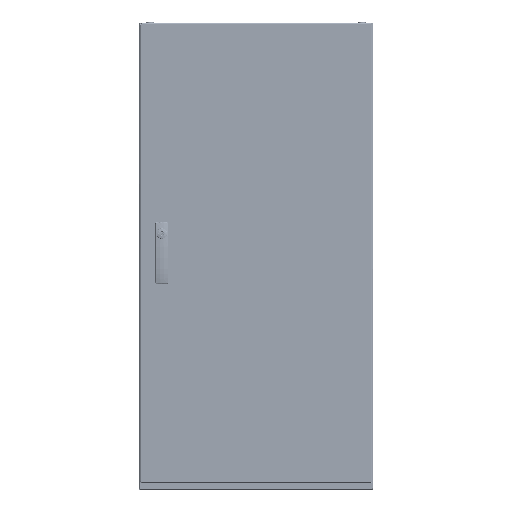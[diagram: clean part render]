
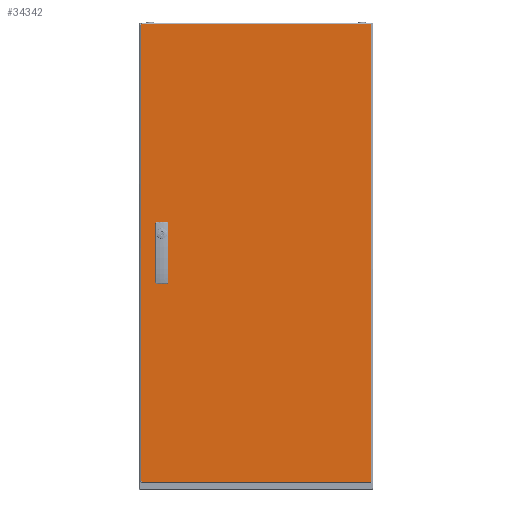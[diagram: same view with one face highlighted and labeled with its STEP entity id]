
A CAD part, top view. The second image highlights one B-rep face of the part: STEP entity #34342.
In plain terms, the highlighted planar face has unit normal (0, 0, 1).
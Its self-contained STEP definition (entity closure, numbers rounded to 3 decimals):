
#1173 = ORIENTED_EDGE ( 'NONE', *, *, #4331, .F. ) ;
#1344 = ORIENTED_EDGE ( 'NONE', *, *, #4335, .T. ) ;
#1390 = ORIENTED_EDGE ( 'NONE', *, *, #4311, .F. ) ;
#1402 = ORIENTED_EDGE ( 'NONE', *, *, #4336, .T. ) ;
#1408 = ORIENTED_EDGE ( 'NONE', *, *, #4329, .F. ) ;
#1455 = ORIENTED_EDGE ( 'NONE', *, *, #4341, .T. ) ;
#1497 = ORIENTED_EDGE ( 'NONE', *, *, #4333, .F. ) ;
#1528 = ORIENTED_EDGE ( 'NONE', *, *, #4327, .F. ) ;
#1677 = ORIENTED_EDGE ( 'NONE', *, *, #4328, .F. ) ;
#1696 = ORIENTED_EDGE ( 'NONE', *, *, #4340, .T. ) ;
#1771 = ORIENTED_EDGE ( 'NONE', *, *, #4342, .T. ) ;
#1788 = ORIENTED_EDGE ( 'NONE', *, *, #4332, .F. ) ;
#1932 = ORIENTED_EDGE ( 'NONE', *, *, #4337, .T. ) ;
#1941 = ORIENTED_EDGE ( 'NONE', *, *, #4330, .T. ) ;
#1974 = ORIENTED_EDGE ( 'NONE', *, *, #4326, .F. ) ;
#1980 = ORIENTED_EDGE ( 'NONE', *, *, #4334, .T. ) ;
#4311 = EDGE_CURVE ( 'NONE', #20498, #21217, #60094, .T. ) ;
#4326 = EDGE_CURVE ( 'NONE', #21217, #21224, #60116, .T. ) ;
#4327 = EDGE_CURVE ( 'NONE', #21224, #20983, #60095, .T. ) ;
#4328 = EDGE_CURVE ( 'NONE', #21158, #21197, #60103, .T. ) ;
#4329 = EDGE_CURVE ( 'NONE', #20983, #20498, #60109, .T. ) ;
#4330 = EDGE_CURVE ( 'NONE', #21095, #7886, #60119, .T. ) ;
#4331 = EDGE_CURVE ( 'NONE', #21122, #9509, #60121, .T. ) ;
#4332 = EDGE_CURVE ( 'NONE', #21197, #21122, #60123, .T. ) ;
#4333 = EDGE_CURVE ( 'NONE', #9509, #21158, #60125, .T. ) ;
#4334 = EDGE_CURVE ( 'NONE', #9343, #21037, #60133, .T. ) ;
#4335 = EDGE_CURVE ( 'NONE', #7886, #21198, #60135, .T. ) ;
#4336 = EDGE_CURVE ( 'NONE', #21198, #9343, #60131, .T. ) ;
#4337 = EDGE_CURVE ( 'NONE', #9482, #21095, #60138, .T. ) ;
#4340 = EDGE_CURVE ( 'NONE', #21202, #9482, #60134, .T. ) ;
#4341 = EDGE_CURVE ( 'NONE', #21227, #21202, #60141, .T. ) ;
#4342 = EDGE_CURVE ( 'NONE', #21037, #21227, #60128, .T. ) ;
#7886 = VERTEX_POINT ( 'NONE', #78161 ) ;
#9343 = VERTEX_POINT ( 'NONE', #76625 ) ;
#9482 = VERTEX_POINT ( 'NONE', #77275 ) ;
#9509 = VERTEX_POINT ( 'NONE', #77298 ) ;
#20498 = VERTEX_POINT ( 'NONE', #95346 ) ;
#20983 = VERTEX_POINT ( 'NONE', #95927 ) ;
#21037 = VERTEX_POINT ( 'NONE', #95679 ) ;
#21095 = VERTEX_POINT ( 'NONE', #38114 ) ;
#21122 = VERTEX_POINT ( 'NONE', #38056 ) ;
#21158 = VERTEX_POINT ( 'NONE', #38547 ) ;
#21197 = VERTEX_POINT ( 'NONE', #38128 ) ;
#21198 = VERTEX_POINT ( 'NONE', #38126 ) ;
#21202 = VERTEX_POINT ( 'NONE', #38285 ) ;
#21217 = VERTEX_POINT ( 'NONE', #37769 ) ;
#21224 = VERTEX_POINT ( 'NONE', #37778 ) ;
#21227 = VERTEX_POINT ( 'NONE', #37772 ) ;
#23122 = FACE_BOUND ( 'NONE', #80222, .T. ) ;
#23130 = FACE_BOUND ( 'NONE', #79287, .T. ) ;
#23132 = FACE_OUTER_BOUND ( 'NONE', #79285, .T. ) ;
#32717 = DIRECTION ( 'NONE',  ( 1., 0., 0. ) ) ;
#32731 = DIRECTION ( 'NONE',  ( 0., 0., 1. ) ) ;
#32734 = PLANE ( 'NONE',  #83495 ) ;
#32747 = CARTESIAN_POINT ( 'NONE',  ( -297., -588.75, 1.5 ) ) ;
#34342 = ADVANCED_FACE ( 'NONE', ( #23122, #23130, #23132 ), #32734, .T. ) ;
#37769 = CARTESIAN_POINT ( 'NONE',  ( -255.1, -24.9, 1.5 ) ) ;
#37772 = CARTESIAN_POINT ( 'NONE',  ( 295.5, 586.152, 1.5 ) ) ;
#37778 = CARTESIAN_POINT ( 'NONE',  ( -255.1, -75.1, 1.5 ) ) ;
#38056 = CARTESIAN_POINT ( 'NONE',  ( -229.9, 24.9, 1.5 ) ) ;
#38114 = CARTESIAN_POINT ( 'NONE',  ( -295.5, 586.152, 1.5 ) ) ;
#38126 = CARTESIAN_POINT ( 'NONE',  ( -294.402, -587.25, 1.5 ) ) ;
#38128 = CARTESIAN_POINT ( 'NONE',  ( -255.1, 24.9, 1.5 ) ) ;
#38285 = CARTESIAN_POINT ( 'NONE',  ( 294.402, 587.25, 1.5 ) ) ;
#38547 = CARTESIAN_POINT ( 'NONE',  ( -255.1, 75.1, 1.5 ) ) ;
#47105 = CARTESIAN_POINT ( 'NONE',  ( -297., 588.75, 1.5 ) ) ;
#47280 = CARTESIAN_POINT ( 'NONE',  ( -297., -588.75, 1.5 ) ) ;
#47281 = DIRECTION ( 'NONE',  ( 1., 0., 0. ) ) ;
#47282 = DIRECTION ( 'NONE',  ( 0., 0., -1. ) ) ;
#47283 = DIRECTION ( 'NONE',  ( -1., 0., 0. ) ) ;
#47284 = CARTESIAN_POINT ( 'NONE',  ( 297., -588.75, 1.5 ) ) ;
#47285 = DIRECTION ( 'NONE',  ( 0., 1., 0. ) ) ;
#47287 = DIRECTION ( 'NONE',  ( 0., -1., 0. ) ) ;
#47288 = CARTESIAN_POINT ( 'NONE',  ( -255.1, -75.1, 1.5 ) ) ;
#47289 = CARTESIAN_POINT ( 'NONE',  ( -255.1, 75.1, 1.5 ) ) ;
#47290 = CARTESIAN_POINT ( 'NONE',  ( -229.9, -75.1, 1.5 ) ) ;
#47291 = DIRECTION ( 'NONE',  ( 1., 0., 0. ) ) ;
#47292 = CARTESIAN_POINT ( 'NONE',  ( -295.5, -588.75, 1.5 ) ) ;
#47293 = DIRECTION ( 'NONE',  ( 0., -1., 0. ) ) ;
#47294 = DIRECTION ( 'NONE',  ( 0., 1., 0. ) ) ;
#47295 = CARTESIAN_POINT ( 'NONE',  ( -255.1, 75.1, 1.5 ) ) ;
#47296 = DIRECTION ( 'NONE',  ( 0., -1., 0. ) ) ;
#47297 = CARTESIAN_POINT ( 'NONE',  ( -229.9, 75.1, 1.5 ) ) ;
#47298 = CARTESIAN_POINT ( 'NONE',  ( -255.1, 24.9, 1.5 ) ) ;
#47397 = CARTESIAN_POINT ( 'NONE',  ( -255.1, -24.9, 1.5 ) ) ;
#47404 = DIRECTION ( 'NONE',  ( -1., 0., 0. ) ) ;
#47428 = CARTESIAN_POINT ( 'NONE',  ( -255.1, -75.1, 1.5 ) ) ;
#47539 = DIRECTION ( 'NONE',  ( -1., 0., 0. ) ) ;
#47541 = DIRECTION ( 'NONE',  ( 0., 0., -1. ) ) ;
#47542 = DIRECTION ( 'NONE',  ( -1., 0., 0. ) ) ;
#47543 = DIRECTION ( 'NONE',  ( 1., 0., 0. ) ) ;
#47544 = DIRECTION ( 'NONE',  ( 1., 0., 0. ) ) ;
#47545 = CARTESIAN_POINT ( 'NONE',  ( -297., -587.25, 1.5 ) ) ;
#47547 = DIRECTION ( 'NONE',  ( 0., 0., -1. ) ) ;
#47548 = CARTESIAN_POINT ( 'NONE',  ( 297., 588.75, 1.5 ) ) ;
#47549 = CARTESIAN_POINT ( 'NONE',  ( -297., 587.25, 1.5 ) ) ;
#47589 = DIRECTION ( 'NONE',  ( 0., 1., 0. ) ) ;
#47590 = CARTESIAN_POINT ( 'NONE',  ( 295.5, -588.75, 1.5 ) ) ;
#47753 = DIRECTION ( 'NONE',  ( 1., 0., 0. ) ) ;
#47768 = DIRECTION ( 'NONE',  ( -1., 0., 0. ) ) ;
#47906 = DIRECTION ( 'NONE',  ( 0., 0., -1. ) ) ;
#57283 = AXIS2_PLACEMENT_3D ( 'NONE', #47284, #47282, #47542 ) ;
#57288 = AXIS2_PLACEMENT_3D ( 'NONE', #47280, #47541, #47544 ) ;
#57297 = AXIS2_PLACEMENT_3D ( 'NONE', #47105, #47547, #47539 ) ;
#57300 = AXIS2_PLACEMENT_3D ( 'NONE', #47548, #47906, #47753 ) ;
#60087 = VECTOR ( 'NONE', #47404, 1000. ) ;
#60094 = LINE ( 'NONE', #47397, #60087 ) ;
#60095 = LINE ( 'NONE', #47428, #60118 ) ;
#60103 = LINE ( 'NONE', #47289, #60120 ) ;
#60109 = LINE ( 'NONE', #47290, #60122 ) ;
#60116 = LINE ( 'NONE', #47288, #60117 ) ;
#60117 = VECTOR ( 'NONE', #47287, 1000. ) ;
#60118 = VECTOR ( 'NONE', #47291, 1000. ) ;
#60119 = LINE ( 'NONE', #47292, #60124 ) ;
#60120 = VECTOR ( 'NONE', #47293, 1000. ) ;
#60121 = LINE ( 'NONE', #47297, #60126 ) ;
#60122 = VECTOR ( 'NONE', #47294, 1000. ) ;
#60123 = LINE ( 'NONE', #47298, #60127 ) ;
#60124 = VECTOR ( 'NONE', #47296, 1000. ) ;
#60125 = LINE ( 'NONE', #47295, #60129 ) ;
#60126 = VECTOR ( 'NONE', #47285, 1000. ) ;
#60127 = VECTOR ( 'NONE', #47281, 1000. ) ;
#60128 = LINE ( 'NONE', #47590, #60130 ) ;
#60129 = VECTOR ( 'NONE', #47283, 1000. ) ;
#60130 = VECTOR ( 'NONE', #47589, 1000. ) ;
#60131 = LINE ( 'NONE', #47545, #60132 ) ;
#60132 = VECTOR ( 'NONE', #47543, 1000. ) ;
#60133 = CIRCLE ( 'NONE', #57283, 3. ) ;
#60134 = LINE ( 'NONE', #47549, #60136 ) ;
#60135 = CIRCLE ( 'NONE', #57288, 3. ) ;
#60136 = VECTOR ( 'NONE', #47768, 1000. ) ;
#60138 = CIRCLE ( 'NONE', #57297, 3. ) ;
#60141 = CIRCLE ( 'NONE', #57300, 3. ) ;
#76625 = CARTESIAN_POINT ( 'NONE',  ( 294.402, -587.25, 1.5 ) ) ;
#77275 = CARTESIAN_POINT ( 'NONE',  ( -294.402, 587.25, 1.5 ) ) ;
#77298 = CARTESIAN_POINT ( 'NONE',  ( -229.9, 75.1, 1.5 ) ) ;
#78161 = CARTESIAN_POINT ( 'NONE',  ( -295.5, -586.152, 1.5 ) ) ;
#79285 = EDGE_LOOP ( 'NONE', ( #1932, #1941, #1344, #1402, #1980, #1771, #1455, #1696 ) ) ;
#79287 = EDGE_LOOP ( 'NONE', ( #1677, #1497, #1173, #1788 ) ) ;
#80222 = EDGE_LOOP ( 'NONE', ( #1528, #1974, #1390, #1408 ) ) ;
#83495 = AXIS2_PLACEMENT_3D ( 'NONE', #32747, #32731, #32717 ) ;
#95346 = CARTESIAN_POINT ( 'NONE',  ( -229.9, -24.9, 1.5 ) ) ;
#95679 = CARTESIAN_POINT ( 'NONE',  ( 295.5, -586.152, 1.5 ) ) ;
#95927 = CARTESIAN_POINT ( 'NONE',  ( -229.9, -75.1, 1.5 ) ) ;
